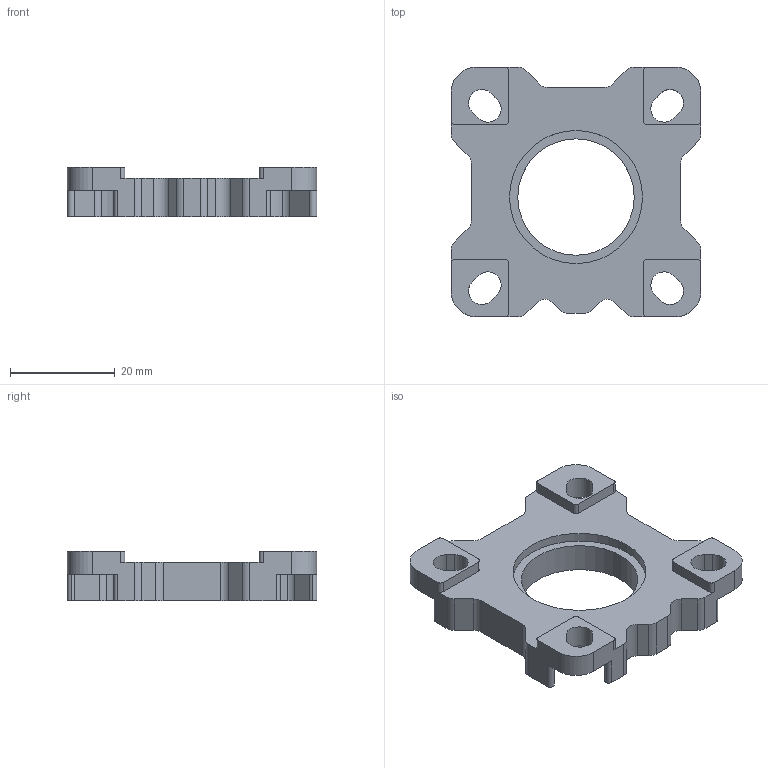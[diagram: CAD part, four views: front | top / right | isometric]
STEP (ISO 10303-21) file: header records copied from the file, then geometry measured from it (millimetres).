
FILE_DESCRIPTION (( 'STEP AP214' ), '1' );
FILE_NAME ('am-4937a 1IN x 1IN 875IN Bearing Block.STEP', '2023-09-26T13:46:32', ( '' ), ( '' ), 'SwSTEP 2.0', 'SolidWorks 2022', '' );
FILE_SCHEMA (( 'AUTOMOTIVE_DESIGN' ));
Length unit declared in the file: inch
Products named in the file (1): am-4937a 1IN x 1IN 875IN Bearing Block
Bounding box: 47.62 x 47.62 x 9.53 mm (x, y, z)
Volume: 9977.1 mm3; surface area: 5954.9 mm2
Topology: 1 solids, 1 shells, 133 faces, 390 edges, 260 vertices
Faces by surface type: cylinder 76, plane 57
Entity records: 4536 total; most frequent: DIRECTION 810, CARTESIAN_POINT 784, ORIENTED_EDGE 780, EDGE_CURVE 390, AXIS2_PLACEMENT_3D 286, VERTEX_POINT 260, VECTOR 238, LINE 238
